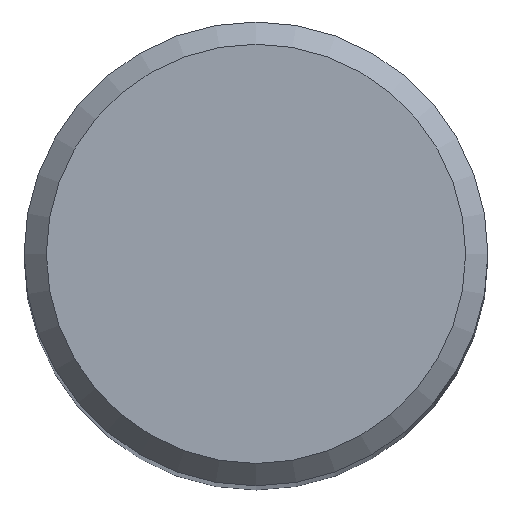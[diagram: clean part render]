
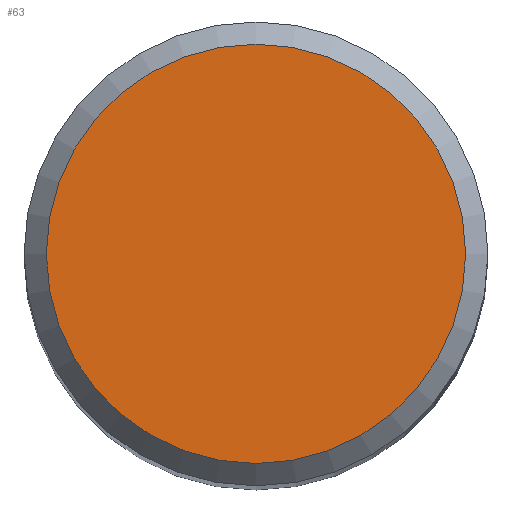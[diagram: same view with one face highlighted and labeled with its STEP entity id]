
A CAD part, top view. The second image highlights one B-rep face of the part: STEP entity #63.
In plain terms, the highlighted planar face has unit normal (0, 0, 1).
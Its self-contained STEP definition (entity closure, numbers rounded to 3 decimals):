
#63=ADVANCED_FACE('',(#72),#68,.T.);
#68=PLANE('',#152);
#72=FACE_OUTER_BOUND('',#80,.T.);
#80=EDGE_LOOP('',(#90));
#90=ORIENTED_EDGE('',*,*,#101,.F.);
#96=VERTEX_POINT('',#214);
#101=EDGE_CURVE('',#96,#96,#106,.T.);
#106=CIRCLE('',#149,5.74);
#149=AXIS2_PLACEMENT_3D('',#213,#174,#175);
#152=AXIS2_PLACEMENT_3D('',#218,#180,#181);
#174=DIRECTION('',(0.,0.,-1.));
#175=DIRECTION('',(-1.,0.,0.));
#180=DIRECTION('',(0.,0.,1.));
#181=DIRECTION('',(1.,0.,0.));
#213=CARTESIAN_POINT('',(0.,0.,0.));
#214=CARTESIAN_POINT('',(-5.74,0.,0.));
#218=CARTESIAN_POINT('',(5.74,0.,0.));
